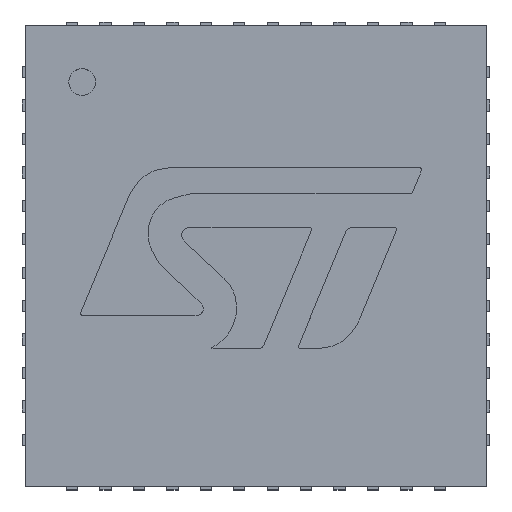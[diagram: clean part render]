
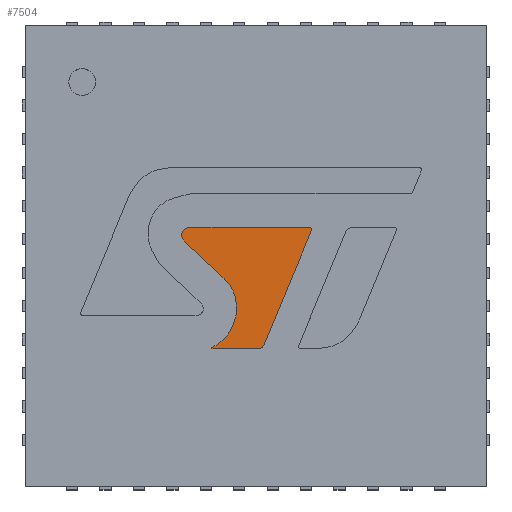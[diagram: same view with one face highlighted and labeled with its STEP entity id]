
A CAD part, top view. The second image highlights one B-rep face of the part: STEP entity #7504.
In plain terms, the highlighted planar face has unit normal (0, 0, 1).
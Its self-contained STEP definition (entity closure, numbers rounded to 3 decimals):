
#14 = CARTESIAN_POINT ( 'NONE',  ( 0.828, 0.375, 1. ) ) ;
#109 = FACE_OUTER_BOUND ( 'NONE', #6868, .T. ) ;
#113 = EDGE_CURVE ( 'NONE', #10962, #5002, #2446, .T. ) ;
#168 = VERTEX_POINT ( 'NONE', #693 ) ;
#171 = EDGE_CURVE ( 'NONE', #11186, #10962, #8102, .T. ) ;
#503 = AXIS2_PLACEMENT_3D ( 'NONE', #1869, #4760, #8411 ) ;
#550 = EDGE_CURVE ( 'NONE', #168, #7947, #731, .T. ) ;
#611 = CARTESIAN_POINT ( 'NONE',  ( 0.795, 0.428, 1. ) ) ;
#693 = CARTESIAN_POINT ( 'NONE',  ( 0.834, 0.389, 1. ) ) ;
#731 = B_SPLINE_CURVE_WITH_KNOTS ( 'NONE', 3,
 ( #7237, #2432, #10897, #4365, #2669, #611 ),
 .UNSPECIFIED., .F., .F.,
 ( 4, 1, 1, 4 ),
 ( 0., 0.336, 0.664, 1. ),
 .UNSPECIFIED. ) ;
#802 = CARTESIAN_POINT ( 'NONE',  ( 0.834, 0.389, 1. ) ) ;
#820 = ORIENTED_EDGE ( 'NONE', *, *, #1935, .T. ) ;
#873 = CARTESIAN_POINT ( 'NONE',  ( -0.499, -1.276, 1. ) ) ;
#934 = CARTESIAN_POINT ( 'NONE',  ( -0.609, -1.347, 1. ) ) ;
#982 = CARTESIAN_POINT ( 'NONE',  ( -0.39, -0.43, 1. ) ) ;
#1373 = CARTESIAN_POINT ( 'NONE',  ( 0.027, -1.392, 1. ) ) ;
#1514 = ORIENTED_EDGE ( 'NONE', *, *, #113, .T. ) ;
#1660 = CARTESIAN_POINT ( 'NONE',  ( 0.829, 0.376, 1. ) ) ;
#1719 = CARTESIAN_POINT ( 'NONE',  ( -0.658, -1.392, 1. ) ) ;
#1720 = CARTESIAN_POINT ( 'NONE',  ( 0.115, -1.341, 1. ) ) ;
#1730 = CARTESIAN_POINT ( 'NONE',  ( -0.666, -1.376, 1. ) ) ;
#1752 = LINE ( 'NONE', #10885, #4737 ) ;
#1780 = CARTESIAN_POINT ( 'NONE',  ( -0.66, -1.392, 1. ) ) ;
#1869 = CARTESIAN_POINT ( 'NONE',  ( 0.832, 0.382, 1. ) ) ;
#1935 = EDGE_CURVE ( 'NONE', #10007, #9978, #1752, .T. ) ;
#2432 = CARTESIAN_POINT ( 'NONE',  ( 0.832, 0.396, 1. ) ) ;
#2435 = ORIENTED_EDGE ( 'NONE', *, *, #6574, .T. ) ;
#2446 = LINE ( 'NONE', #10419, #8942 ) ;
#2498 = ORIENTED_EDGE ( 'NONE', *, *, #7360, .T. ) ;
#2662 = CARTESIAN_POINT ( 'NONE',  ( 0.795, 0.428, 1. ) ) ;
#2669 = CARTESIAN_POINT ( 'NONE',  ( 0.802, 0.427, 1. ) ) ;
#2792 = CARTESIAN_POINT ( 'NONE',  ( 0.833, 0.384, 1. ) ) ;
#2836 = DIRECTION ( 'NONE',  ( -1., 0., 0. ) ) ;
#2861 = CARTESIAN_POINT ( 'NONE',  ( -0.458, -0.355, 1. ) ) ;
#3222 = CARTESIAN_POINT ( 'NONE',  ( -0.479, -0.333, 1. ) ) ;
#3287 = EDGE_CURVE ( 'NONE', #7947, #11186, #5547, .T. ) ;
#3362 = CARTESIAN_POINT ( 'NONE',  ( -0.314, -0.95, 1. ) ) ;
#3456 = ORIENTED_EDGE ( 'NONE', *, *, #5020, .T. ) ;
#3472 = CARTESIAN_POINT ( 'NONE',  ( 0.027, -1.392, 1. ) ) ;
#3474 = CARTESIAN_POINT ( 'NONE',  ( -1.081, 0.407, 1. ) ) ;
#3610 = CARTESIAN_POINT ( 'NONE',  ( -0.668, -1.381, 1. ) ) ;
#3652 = CARTESIAN_POINT ( 'NONE',  ( -1.067, 0.215, 1. ) ) ;
#3659 = CARTESIAN_POINT ( 'NONE',  ( -0.662, -1.392, 1. ) ) ;
#3774 = CARTESIAN_POINT ( 'NONE',  ( -0.292, -0.867, 1. ) ) ;
#4054 = EDGE_CURVE ( 'NONE', #5002, #11867, #11341, .T. ) ;
#4257 = CARTESIAN_POINT ( 'NONE',  ( -0.479, -0.333, 1. ) ) ;
#4365 = CARTESIAN_POINT ( 'NONE',  ( 0.815, 0.425, 1. ) ) ;
#4380 = CARTESIAN_POINT ( 'NONE',  ( -1.09, 0.246, 1. ) ) ;
#4389 = CARTESIAN_POINT ( 'NONE',  ( -0.292, -0.867, 1. ) ) ;
#4432 = CARTESIAN_POINT ( 'NONE',  ( -0.292, -0.867, 1. ) ) ;
#4737 = VECTOR ( 'NONE', #7156, 1000. ) ;
#4742 = ORIENTED_EDGE ( 'NONE', *, *, #5355, .T. ) ;
#4760 = DIRECTION ( 'NONE',  ( 0., 0., -1. ) ) ;
#4857 = VECTOR ( 'NONE', #2836, 1000. ) ;
#5002 = VERTEX_POINT ( 'NONE', #4257 ) ;
#5020 = EDGE_CURVE ( 'NONE', #11867, #10707, #11296, .T. ) ;
#5264 = CARTESIAN_POINT ( 'NONE',  ( 0.102, -1.364, 1. ) ) ;
#5268 = CARTESIAN_POINT ( 'NONE',  ( -0.988, 0.428, 1. ) ) ;
#5355 = EDGE_CURVE ( 'NONE', #9978, #168, #11890, .T. ) ;
#5374 = ORIENTED_EDGE ( 'NONE', *, *, #171, .T. ) ;
#5398 = CARTESIAN_POINT ( 'NONE',  ( -0.658, -1.392, 1. ) ) ;
#5443 = CARTESIAN_POINT ( 'NONE',  ( 0.122, -1.33, 1. ) ) ;
#5547 = LINE ( 'NONE', #2662, #4857 ) ;
#6288 = CARTESIAN_POINT ( 'NONE',  ( 0.832, 0.379, 1. ) ) ;
#6345 = CARTESIAN_POINT ( 'NONE',  ( 0.067, -1.387, 1. ) ) ;
#6574 = EDGE_CURVE ( 'NONE', #8780, #10007, #7411, .T. ) ;
#6868 = EDGE_LOOP ( 'NONE', ( #4742, #7738, #11736, #5374, #1514, #9842, #3456, #2498, #2435, #820 ) ) ;
#7009 = CARTESIAN_POINT ( 'NONE',  ( -0.355, -1.103, 1. ) ) ;
#7093 = CARTESIAN_POINT ( 'NONE',  ( -1.067, 0.215, 1. ) ) ;
#7095 = DIRECTION ( 'NONE',  ( 1., 0., 0. ) ) ;
#7156 = DIRECTION ( 'NONE',  ( 0.383, 0.924, 0. ) ) ;
#7195 = CARTESIAN_POINT ( 'NONE',  ( -0.665, -1.39, 1. ) ) ;
#7237 = CARTESIAN_POINT ( 'NONE',  ( 0.834, 0.389, 1. ) ) ;
#7249 = CARTESIAN_POINT ( 'NONE',  ( 0.04, -1.39, 1. ) ) ;
#7360 = EDGE_CURVE ( 'NONE', #10707, #8780, #8785, .T. ) ;
#7381 = CARTESIAN_POINT ( 'NONE',  ( 0.122, -1.33, 1. ) ) ;
#7411 = B_SPLINE_CURVE_WITH_KNOTS ( 'NONE', 3,
 ( #3472, #7249, #6345, #5264, #1720, #5443 ),
 .UNSPECIFIED., .F., .F.,
 ( 4, 1, 1, 4 ),
 ( 0., 0.335, 0.668, 1. ),
 .UNSPECIFIED. ) ;
#7433 = CARTESIAN_POINT ( 'NONE',  ( 0.795, 0.428, 1. ) ) ;
#7504 = ADVANCED_FACE ( 'NONE', ( #109 ), #10937, .F. ) ;
#7738 = ORIENTED_EDGE ( 'NONE', *, *, #550, .T. ) ;
#7947 = VERTEX_POINT ( 'NONE', #7433 ) ;
#8076 = CARTESIAN_POINT ( 'NONE',  ( -1.133, 0.303, 1. ) ) ;
#8102 = B_SPLINE_CURVE_WITH_KNOTS ( 'NONE', 3,
 ( #5268, #8206, #3474, #8076, #4380, #3652 ),
 .UNSPECIFIED., .F., .F.,
 ( 4, 1, 1, 4 ),
 ( 0., 0.319, 0.629, 1. ),
 .UNSPECIFIED. ) ;
#8168 = CARTESIAN_POINT ( 'NONE',  ( 0.828, 0.375, 1. ) ) ;
#8206 = CARTESIAN_POINT ( 'NONE',  ( -1.019, 0.421, 1. ) ) ;
#8411 = DIRECTION ( 'NONE',  ( -1., 0., 0. ) ) ;
#8518 = CARTESIAN_POINT ( 'NONE',  ( -0.988, 0.428, 1. ) ) ;
#8605 = CARTESIAN_POINT ( 'NONE',  ( -0.291, -0.772, 1. ) ) ;
#8780 = VERTEX_POINT ( 'NONE', #1373 ) ;
#8785 = LINE ( 'NONE', #10881, #10264 ) ;
#8942 = VECTOR ( 'NONE', #11511, 1000. ) ;
#9036 = CARTESIAN_POINT ( 'NONE',  ( 0.833, 0.388, 1. ) ) ;
#9842 = ORIENTED_EDGE ( 'NONE', *, *, #4054, .T. ) ;
#9978 = VERTEX_POINT ( 'NONE', #8168 ) ;
#10007 = VERTEX_POINT ( 'NONE', #7381 ) ;
#10136 = CARTESIAN_POINT ( 'NONE',  ( -0.668, -1.386, 1. ) ) ;
#10264 = VECTOR ( 'NONE', #7095, 1000. ) ;
#10419 = CARTESIAN_POINT ( 'NONE',  ( -1.067, 0.215, 1. ) ) ;
#10707 = VERTEX_POINT ( 'NONE', #1719 ) ;
#10881 = CARTESIAN_POINT ( 'NONE',  ( -0.658, -1.392, 1. ) ) ;
#10885 = CARTESIAN_POINT ( 'NONE',  ( 0.122, -1.33, 1. ) ) ;
#10897 = CARTESIAN_POINT ( 'NONE',  ( 0.83, 0.409, 1. ) ) ;
#10937 = PLANE ( 'NONE',  #503 ) ;
#10962 = VERTEX_POINT ( 'NONE', #7093 ) ;
#11186 = VERTEX_POINT ( 'NONE', #8518 ) ;
#11296 = B_SPLINE_CURVE_WITH_KNOTS ( 'NONE', 3,
 ( #4389, #3362, #7009, #873, #934, #1730, #3610, #10136, #7195, #3659, #1780, #5398 ),
 .UNSPECIFIED., .F., .F.,
 ( 4, 1, 1, 1, 1, 1, 1, 1, 1, 4 ),
 ( 0., 0.378, 0.7, 0.961, 0.969, 0.976, 0.983, 0.989, 0.995, 1. ),
 .UNSPECIFIED. ) ;
#11341 = B_SPLINE_CURVE_WITH_KNOTS ( 'NONE', 3,
 ( #3222, #2861, #982, #11490, #8605, #3774 ),
 .UNSPECIFIED., .F., .F.,
 ( 4, 1, 1, 4 ),
 ( 0., 0.156, 0.521, 1. ),
 .UNSPECIFIED. ) ;
#11490 = CARTESIAN_POINT ( 'NONE',  ( -0.29, -0.605, 1. ) ) ;
#11511 = DIRECTION ( 'NONE',  ( 0.732, -0.681, 0. ) ) ;
#11736 = ORIENTED_EDGE ( 'NONE', *, *, #3287, .T. ) ;
#11867 = VERTEX_POINT ( 'NONE', #4432 ) ;
#11890 = B_SPLINE_CURVE_WITH_KNOTS ( 'NONE', 3,
 ( #14, #1660, #6288, #2792, #9036, #802 ),
 .UNSPECIFIED., .F., .F.,
 ( 4, 1, 1, 4 ),
 ( 0., 0.325, 0.659, 1. ),
 .UNSPECIFIED. ) ;
